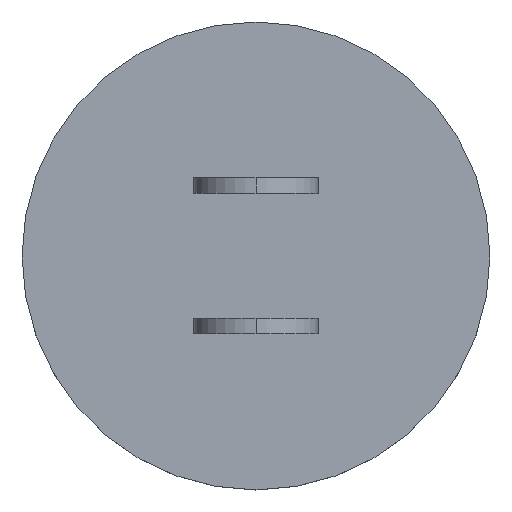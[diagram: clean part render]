
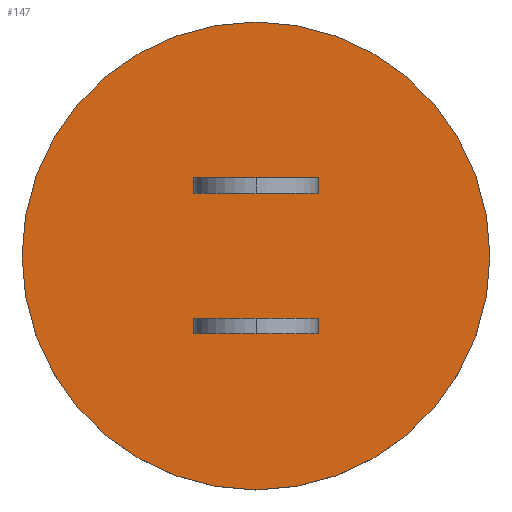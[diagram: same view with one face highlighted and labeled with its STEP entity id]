
A CAD part, top view. The second image highlights one B-rep face of the part: STEP entity #147.
In plain terms, the highlighted planar face has unit normal (0, 0, 1).
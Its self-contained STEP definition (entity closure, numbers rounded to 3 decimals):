
#12 = CIRCLE ( 'NONE', #150, 150. ) ;
#15 = CARTESIAN_POINT ( 'NONE',  ( 0., 40., 60. ) ) ;
#22 = VECTOR ( 'NONE', #492, 1000. ) ;
#31 = PLANE ( 'NONE',  #425 ) ;
#34 = VERTEX_POINT ( 'NONE', #215 ) ;
#42 = LINE ( 'NONE', #332, #81 ) ;
#65 = CARTESIAN_POINT ( 'NONE',  ( 0., 0., 60. ) ) ;
#78 = EDGE_CURVE ( 'NONE', #507, #414, #342, .T. ) ;
#81 = VECTOR ( 'NONE', #413, 1000. ) ;
#82 = ORIENTED_EDGE ( 'NONE', *, *, #104, .F. ) ;
#103 = EDGE_CURVE ( 'NONE', #474, #507, #536, .T. ) ;
#104 = EDGE_CURVE ( 'NONE', #474, #529, #493, .T. ) ;
#110 = VECTOR ( 'NONE', #387, 1000. ) ;
#112 = VERTEX_POINT ( 'NONE', #406 ) ;
#129 = CARTESIAN_POINT ( 'NONE',  ( 0., -40., 60. ) ) ;
#139 = DIRECTION ( 'NONE',  ( 1., 0., 0. ) ) ;
#143 = VERTEX_POINT ( 'NONE', #304 ) ;
#147 = ADVANCED_FACE ( 'NONE', ( #540, #447, #318 ), #31, .T. ) ;
#150 = AXIS2_PLACEMENT_3D ( 'NONE', #286, #161, #461 ) ;
#158 = ORIENTED_EDGE ( 'NONE', *, *, #491, .T. ) ;
#161 = DIRECTION ( 'NONE',  ( 0., 0., 1. ) ) ;
#170 = CARTESIAN_POINT ( 'NONE',  ( 40., -50., 60. ) ) ;
#173 = VECTOR ( 'NONE', #463, 1000. ) ;
#192 = DIRECTION ( 'NONE',  ( 1., 0., 0. ) ) ;
#198 = ORIENTED_EDGE ( 'NONE', *, *, #103, .T. ) ;
#200 = EDGE_CURVE ( 'NONE', #112, #34, #446, .T. ) ;
#215 = CARTESIAN_POINT ( 'NONE',  ( -40., -50., 60. ) ) ;
#223 = LINE ( 'NONE', #129, #381 ) ;
#227 = DIRECTION ( 'NONE',  ( 1., 0., 0. ) ) ;
#231 = EDGE_LOOP ( 'NONE', ( #158, #436, #351, #509 ) ) ;
#235 = DIRECTION ( 'NONE',  ( 1., 0., 0. ) ) ;
#242 = EDGE_CURVE ( 'NONE', #34, #390, #377, .T. ) ;
#246 = EDGE_CURVE ( 'NONE', #328, #390, #42, .T. ) ;
#257 = EDGE_LOOP ( 'NONE', ( #260 ) ) ;
#260 = ORIENTED_EDGE ( 'NONE', *, *, #335, .T. ) ;
#271 = CARTESIAN_POINT ( 'NONE',  ( -40., 50., 60. ) ) ;
#286 = CARTESIAN_POINT ( 'NONE',  ( 0., 0., 60. ) ) ;
#304 = CARTESIAN_POINT ( 'NONE',  ( 150., 0., 60. ) ) ;
#318 = FACE_BOUND ( 'NONE', #366, .T. ) ;
#324 = DIRECTION ( 'NONE',  ( 0., 0., 1. ) ) ;
#328 = VERTEX_POINT ( 'NONE', #339 ) ;
#331 = ORIENTED_EDGE ( 'NONE', *, *, #78, .T. ) ;
#332 = CARTESIAN_POINT ( 'NONE',  ( 40., 0., 60. ) ) ;
#335 = EDGE_CURVE ( 'NONE', #143, #143, #12, .T. ) ;
#339 = CARTESIAN_POINT ( 'NONE',  ( 40., -40., 60. ) ) ;
#342 = LINE ( 'NONE', #515, #110 ) ;
#344 = CARTESIAN_POINT ( 'NONE',  ( 40., 50., 60. ) ) ;
#351 = ORIENTED_EDGE ( 'NONE', *, *, #242, .F. ) ;
#354 = VECTOR ( 'NONE', #453, 1000. ) ;
#359 = CARTESIAN_POINT ( 'NONE',  ( 0., 50., 60. ) ) ;
#366 = EDGE_LOOP ( 'NONE', ( #379, #82, #198, #331 ) ) ;
#377 = LINE ( 'NONE', #456, #173 ) ;
#379 = ORIENTED_EDGE ( 'NONE', *, *, #546, .F. ) ;
#381 = VECTOR ( 'NONE', #139, 1000. ) ;
#387 = DIRECTION ( 'NONE',  ( 0., -1., 0. ) ) ;
#390 = VERTEX_POINT ( 'NONE', #170 ) ;
#403 = CARTESIAN_POINT ( 'NONE',  ( -40., 0., 60. ) ) ;
#406 = CARTESIAN_POINT ( 'NONE',  ( -40., -40., 60. ) ) ;
#408 = CARTESIAN_POINT ( 'NONE',  ( -40., 0., 60. ) ) ;
#413 = DIRECTION ( 'NONE',  ( 0., -1., 0. ) ) ;
#414 = VERTEX_POINT ( 'NONE', #422 ) ;
#422 = CARTESIAN_POINT ( 'NONE',  ( 40., 40., 60. ) ) ;
#425 = AXIS2_PLACEMENT_3D ( 'NONE', #65, #324, #235 ) ;
#436 = ORIENTED_EDGE ( 'NONE', *, *, #246, .T. ) ;
#446 = LINE ( 'NONE', #403, #354 ) ;
#447 = FACE_OUTER_BOUND ( 'NONE', #257, .T. ) ;
#453 = DIRECTION ( 'NONE',  ( 0., -1., 0. ) ) ;
#456 = CARTESIAN_POINT ( 'NONE',  ( 0., -50., 60. ) ) ;
#461 = DIRECTION ( 'NONE',  ( 1., 0., 0. ) ) ;
#463 = DIRECTION ( 'NONE',  ( 1., 0., 0. ) ) ;
#467 = VECTOR ( 'NONE', #227, 1000. ) ;
#474 = VERTEX_POINT ( 'NONE', #271 ) ;
#480 = LINE ( 'NONE', #15, #467 ) ;
#491 = EDGE_CURVE ( 'NONE', #112, #328, #223, .T. ) ;
#492 = DIRECTION ( 'NONE',  ( 0., -1., 0. ) ) ;
#493 = LINE ( 'NONE', #408, #22 ) ;
#507 = VERTEX_POINT ( 'NONE', #344 ) ;
#509 = ORIENTED_EDGE ( 'NONE', *, *, #200, .F. ) ;
#515 = CARTESIAN_POINT ( 'NONE',  ( 40., 0., 60. ) ) ;
#516 = CARTESIAN_POINT ( 'NONE',  ( -40., 40., 60. ) ) ;
#529 = VERTEX_POINT ( 'NONE', #516 ) ;
#536 = LINE ( 'NONE', #359, #541 ) ;
#540 = FACE_BOUND ( 'NONE', #231, .T. ) ;
#541 = VECTOR ( 'NONE', #192, 1000. ) ;
#546 = EDGE_CURVE ( 'NONE', #529, #414, #480, .T. ) ;
